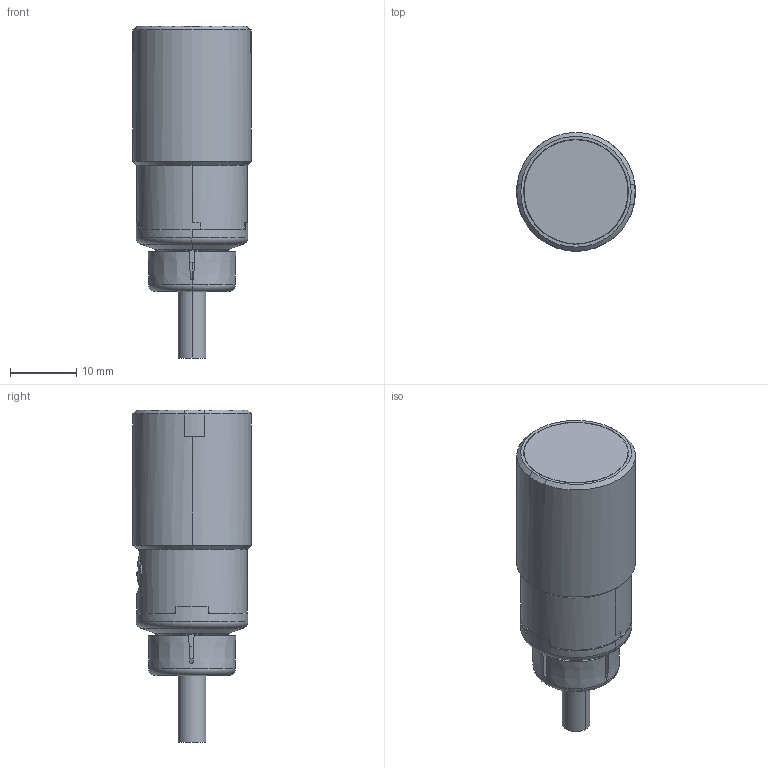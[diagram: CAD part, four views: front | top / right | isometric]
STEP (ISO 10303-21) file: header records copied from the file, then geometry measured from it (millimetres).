
FILE_DESCRIPTION((''),'2;1');
FILE_NAME('037','2021-02-02T13:55:36',('axu'),(''),'CREO PARAMETRIC BY PTC INC, 2019292','CREO PARAMETRIC BY PTC INC, 2019292','');
FILE_SCHEMA(('CONFIG_CONTROL_DESIGN','SHAPE_APPEARANCE_LAYERS_GROUPS'));
Length unit declared in the file: millimetre
Products named in the file (1): 037
Bounding box: 17.88 x 17.88 x 50 mm (x, y, z)
Volume: 8720.8 mm3; surface area: 5346 mm2
Topology: 1 solids, 2 shells, 257 faces, 751 edges, 493 vertices
Faces by surface type: plane 93, cylinder 83, torus 30, cone 25, bspline 22, sphere 4
Entity records: 13221 total; most frequent: CARTESIAN_POINT 3521, ORIENTED_EDGE 1482, DIRECTION 1335, EDGE_CURVE 741, AXIS2_PLACEMENT_3D 541, FILL_AREA_STYLE_COLOUR 483, FILL_AREA_STYLE 483, SURFACE_STYLE_FILL_AREA 483
